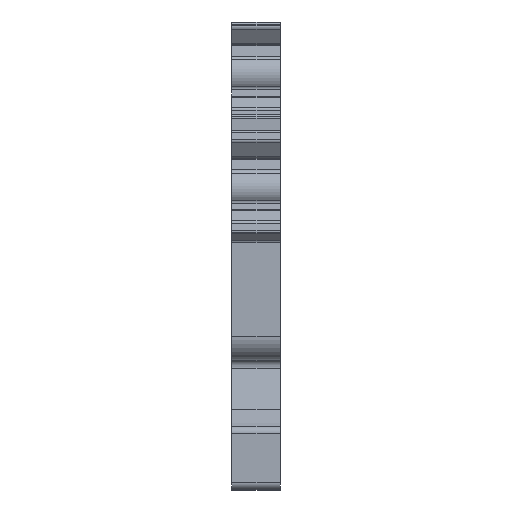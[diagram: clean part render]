
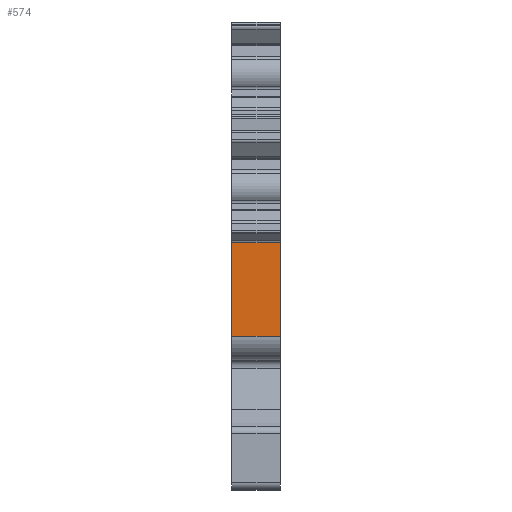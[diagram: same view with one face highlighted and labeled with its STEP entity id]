
A CAD part, left-side view. The second image highlights one B-rep face of the part: STEP entity #574.
In plain terms, the highlighted planar face has unit normal (-1, 0, 0).
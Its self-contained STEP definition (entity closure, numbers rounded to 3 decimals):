
#574 = ADVANCED_FACE ( 'NONE', ( #6197 ), #39017, .F. ) ;
#837 = EDGE_LOOP ( 'NONE', ( #32624, #31270, #18204, #52958 ) ) ;
#1255 = LINE ( 'NONE', #30022, #42750 ) ;
#1302 = EDGE_CURVE ( 'NONE', #23931, #33082, #30069, .T. ) ;
#4995 = AXIS2_PLACEMENT_3D ( 'NONE', #46289, #38225, #17760 ) ;
#6197 = FACE_OUTER_BOUND ( 'NONE', #837, .T. ) ;
#6819 = VECTOR ( 'NONE', #15244, 1000. ) ;
#7778 = LINE ( 'NONE', #27707, #9530 ) ;
#8115 = CARTESIAN_POINT ( 'NONE',  ( -56.9, 0., 8.734 ) ) ;
#8773 = CARTESIAN_POINT ( 'NONE',  ( -56.9, 5., 18.488 ) ) ;
#9530 = VECTOR ( 'NONE', #11261, 1000. ) ;
#11261 = DIRECTION ( 'NONE',  ( 0., -1., 0. ) ) ;
#13725 = EDGE_CURVE ( 'NONE', #25641, #33082, #7778, .T. ) ;
#15244 = DIRECTION ( 'NONE',  ( 0., 0., 1. ) ) ;
#15789 = EDGE_CURVE ( 'NONE', #21634, #25641, #45653, .T. ) ;
#17760 = DIRECTION ( 'NONE',  ( 0., 1., 0. ) ) ;
#18204 = ORIENTED_EDGE ( 'NONE', *, *, #15789, .F. ) ;
#21634 = VERTEX_POINT ( 'NONE', #52898 ) ;
#23931 = VERTEX_POINT ( 'NONE', #8115 ) ;
#24502 = EDGE_CURVE ( 'NONE', #21634, #23931, #1255, .T. ) ;
#25641 = VERTEX_POINT ( 'NONE', #49961 ) ;
#27707 = CARTESIAN_POINT ( 'NONE',  ( -56.9, 5., 18.488 ) ) ;
#29758 = DIRECTION ( 'NONE',  ( 0., -1., 0. ) ) ;
#30022 = CARTESIAN_POINT ( 'NONE',  ( -56.9, 5., 8.734 ) ) ;
#30069 = LINE ( 'NONE', #47838, #6819 ) ;
#31270 = ORIENTED_EDGE ( 'NONE', *, *, #13725, .F. ) ;
#32624 = ORIENTED_EDGE ( 'NONE', *, *, #1302, .T. ) ;
#33082 = VERTEX_POINT ( 'NONE', #41209 ) ;
#38225 = DIRECTION ( 'NONE',  ( 1., 0., 0. ) ) ;
#39017 = PLANE ( 'NONE',  #4995 ) ;
#41209 = CARTESIAN_POINT ( 'NONE',  ( -56.9, 0., 18.488 ) ) ;
#41627 = DIRECTION ( 'NONE',  ( 0., 0., 1. ) ) ;
#42750 = VECTOR ( 'NONE', #29758, 1000. ) ;
#45653 = LINE ( 'NONE', #8773, #51652 ) ;
#46289 = CARTESIAN_POINT ( 'NONE',  ( -56.9, 5., 18.488 ) ) ;
#47838 = CARTESIAN_POINT ( 'NONE',  ( -56.9, 0., 18.488 ) ) ;
#49961 = CARTESIAN_POINT ( 'NONE',  ( -56.9, 5., 18.488 ) ) ;
#51652 = VECTOR ( 'NONE', #41627, 1000. ) ;
#52898 = CARTESIAN_POINT ( 'NONE',  ( -56.9, 5., 8.734 ) ) ;
#52958 = ORIENTED_EDGE ( 'NONE', *, *, #24502, .T. ) ;
